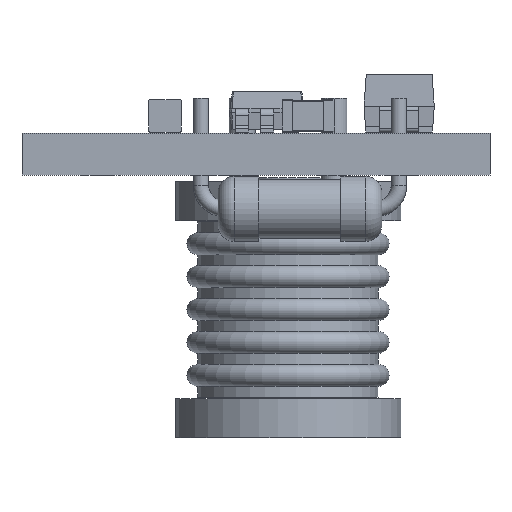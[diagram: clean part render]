
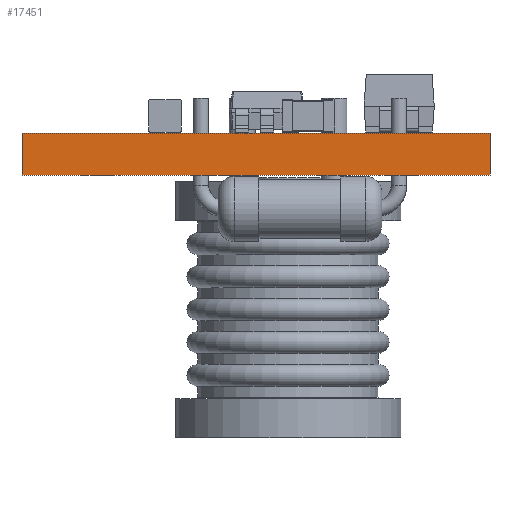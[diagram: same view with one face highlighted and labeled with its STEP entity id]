
A CAD part, front view. The second image highlights one B-rep face of the part: STEP entity #17451.
In plain terms, the highlighted planar face has unit normal (0, -1, 0).
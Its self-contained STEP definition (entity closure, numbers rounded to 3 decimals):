
#16637 = PLANE('',#16638);
#16638 = AXIS2_PLACEMENT_3D('',#16639,#16640,#16641);
#16639 = CARTESIAN_POINT('',(-9.,-13.,0.));
#16640 = DIRECTION('',(-1.,0.,0.));
#16641 = DIRECTION('',(0.,1.,0.));
#16665 = PLANE('',#16666);
#16666 = AXIS2_PLACEMENT_3D('',#16667,#16668,#16669);
#16667 = CARTESIAN_POINT('',(0.,0.,1.6));
#16668 = DIRECTION('',(-0.,-0.,-1.));
#16669 = DIRECTION('',(-1.,0.,0.));
#16693 = PLANE('',#16694);
#16694 = AXIS2_PLACEMENT_3D('',#16695,#16696,#16697);
#16695 = CARTESIAN_POINT('',(9.,13.,0.));
#16696 = DIRECTION('',(1.,0.,-0.));
#16697 = DIRECTION('',(0.,-1.,0.));
#16719 = PLANE('',#16720);
#16720 = AXIS2_PLACEMENT_3D('',#16721,#16722,#16723);
#16721 = CARTESIAN_POINT('',(0.,0.,0.));
#16722 = DIRECTION('',(-0.,-0.,-1.));
#16723 = DIRECTION('',(-1.,0.,0.));
#16734 = EDGE_CURVE('',#16735,#16737,#16739,.T.);
#16735 = VERTEX_POINT('',#16736);
#16736 = CARTESIAN_POINT('',(-9.,-13.,0.));
#16737 = VERTEX_POINT('',#16738);
#16738 = CARTESIAN_POINT('',(-9.,-13.,1.6));
#16739 = SURFACE_CURVE('',#16740,(#16744,#16751),.PCURVE_S1.);
#16740 = LINE('',#16741,#16742);
#16741 = CARTESIAN_POINT('',(-9.,-13.,0.));
#16742 = VECTOR('',#16743,1.);
#16743 = DIRECTION('',(0.,0.,1.));
#16744 = PCURVE('',#16637,#16745);
#16745 = DEFINITIONAL_REPRESENTATION('',(#16746),#16750);
#16746 = LINE('',#16747,#16748);
#16747 = CARTESIAN_POINT('',(0.,0.));
#16748 = VECTOR('',#16749,1.);
#16749 = DIRECTION('',(0.,-1.));
#16750 = ( GEOMETRIC_REPRESENTATION_CONTEXT(2) 
PARAMETRIC_REPRESENTATION_CONTEXT() REPRESENTATION_CONTEXT('2D SPACE',''
  ) );
#16751 = PCURVE('',#16752,#16757);
#16752 = PLANE('',#16753);
#16753 = AXIS2_PLACEMENT_3D('',#16754,#16755,#16756);
#16754 = CARTESIAN_POINT('',(9.,-13.,0.));
#16755 = DIRECTION('',(0.,-1.,0.));
#16756 = DIRECTION('',(-1.,0.,0.));
#16757 = DEFINITIONAL_REPRESENTATION('',(#16758),#16762);
#16758 = LINE('',#16759,#16760);
#16759 = CARTESIAN_POINT('',(18.,0.));
#16760 = VECTOR('',#16761,1.);
#16761 = DIRECTION('',(0.,-1.));
#16762 = ( GEOMETRIC_REPRESENTATION_CONTEXT(2) 
PARAMETRIC_REPRESENTATION_CONTEXT() REPRESENTATION_CONTEXT('2D SPACE',''
  ) );
#16812 = VERTEX_POINT('',#16813);
#16813 = CARTESIAN_POINT('',(9.,-13.,1.6));
#16834 = EDGE_CURVE('',#16835,#16812,#16837,.T.);
#16835 = VERTEX_POINT('',#16836);
#16836 = CARTESIAN_POINT('',(9.,-13.,0.));
#16837 = SURFACE_CURVE('',#16838,(#16842,#16849),.PCURVE_S1.);
#16838 = LINE('',#16839,#16840);
#16839 = CARTESIAN_POINT('',(9.,-13.,0.));
#16840 = VECTOR('',#16841,1.);
#16841 = DIRECTION('',(0.,0.,1.));
#16842 = PCURVE('',#16693,#16843);
#16843 = DEFINITIONAL_REPRESENTATION('',(#16844),#16848);
#16844 = LINE('',#16845,#16846);
#16845 = CARTESIAN_POINT('',(26.,0.));
#16846 = VECTOR('',#16847,1.);
#16847 = DIRECTION('',(0.,-1.));
#16848 = ( GEOMETRIC_REPRESENTATION_CONTEXT(2) 
PARAMETRIC_REPRESENTATION_CONTEXT() REPRESENTATION_CONTEXT('2D SPACE',''
  ) );
#16849 = PCURVE('',#16752,#16850);
#16850 = DEFINITIONAL_REPRESENTATION('',(#16851),#16855);
#16851 = LINE('',#16852,#16853);
#16852 = CARTESIAN_POINT('',(0.,-0.));
#16853 = VECTOR('',#16854,1.);
#16854 = DIRECTION('',(0.,-1.));
#16855 = ( GEOMETRIC_REPRESENTATION_CONTEXT(2) 
PARAMETRIC_REPRESENTATION_CONTEXT() REPRESENTATION_CONTEXT('2D SPACE',''
  ) );
#16883 = EDGE_CURVE('',#16835,#16735,#16884,.T.);
#16884 = SURFACE_CURVE('',#16885,(#16889,#16896),.PCURVE_S1.);
#16885 = LINE('',#16886,#16887);
#16886 = CARTESIAN_POINT('',(9.,-13.,0.));
#16887 = VECTOR('',#16888,1.);
#16888 = DIRECTION('',(-1.,0.,0.));
#16889 = PCURVE('',#16719,#16890);
#16890 = DEFINITIONAL_REPRESENTATION('',(#16891),#16895);
#16891 = LINE('',#16892,#16893);
#16892 = CARTESIAN_POINT('',(-9.,-13.));
#16893 = VECTOR('',#16894,1.);
#16894 = DIRECTION('',(1.,0.));
#16895 = ( GEOMETRIC_REPRESENTATION_CONTEXT(2) 
PARAMETRIC_REPRESENTATION_CONTEXT() REPRESENTATION_CONTEXT('2D SPACE',''
  ) );
#16896 = PCURVE('',#16752,#16897);
#16897 = DEFINITIONAL_REPRESENTATION('',(#16898),#16902);
#16898 = LINE('',#16899,#16900);
#16899 = CARTESIAN_POINT('',(0.,-0.));
#16900 = VECTOR('',#16901,1.);
#16901 = DIRECTION('',(1.,0.));
#16902 = ( GEOMETRIC_REPRESENTATION_CONTEXT(2) 
PARAMETRIC_REPRESENTATION_CONTEXT() REPRESENTATION_CONTEXT('2D SPACE',''
  ) );
#17190 = EDGE_CURVE('',#16812,#16737,#17191,.T.);
#17191 = SURFACE_CURVE('',#17192,(#17196,#17203),.PCURVE_S1.);
#17192 = LINE('',#17193,#17194);
#17193 = CARTESIAN_POINT('',(9.,-13.,1.6));
#17194 = VECTOR('',#17195,1.);
#17195 = DIRECTION('',(-1.,0.,0.));
#17196 = PCURVE('',#16665,#17197);
#17197 = DEFINITIONAL_REPRESENTATION('',(#17198),#17202);
#17198 = LINE('',#17199,#17200);
#17199 = CARTESIAN_POINT('',(-9.,-13.));
#17200 = VECTOR('',#17201,1.);
#17201 = DIRECTION('',(1.,0.));
#17202 = ( GEOMETRIC_REPRESENTATION_CONTEXT(2) 
PARAMETRIC_REPRESENTATION_CONTEXT() REPRESENTATION_CONTEXT('2D SPACE',''
  ) );
#17203 = PCURVE('',#16752,#17204);
#17204 = DEFINITIONAL_REPRESENTATION('',(#17205),#17209);
#17205 = LINE('',#17206,#17207);
#17206 = CARTESIAN_POINT('',(0.,-1.6));
#17207 = VECTOR('',#17208,1.);
#17208 = DIRECTION('',(1.,0.));
#17209 = ( GEOMETRIC_REPRESENTATION_CONTEXT(2) 
PARAMETRIC_REPRESENTATION_CONTEXT() REPRESENTATION_CONTEXT('2D SPACE',''
  ) );
#17451 = ADVANCED_FACE('',(#17452),#16752,.T.);
#17452 = FACE_BOUND('',#17453,.T.);
#17453 = EDGE_LOOP('',(#17454,#17455,#17456,#17457));
#17454 = ORIENTED_EDGE('',*,*,#16834,.T.);
#17455 = ORIENTED_EDGE('',*,*,#17190,.T.);
#17456 = ORIENTED_EDGE('',*,*,#16734,.F.);
#17457 = ORIENTED_EDGE('',*,*,#16883,.F.);
